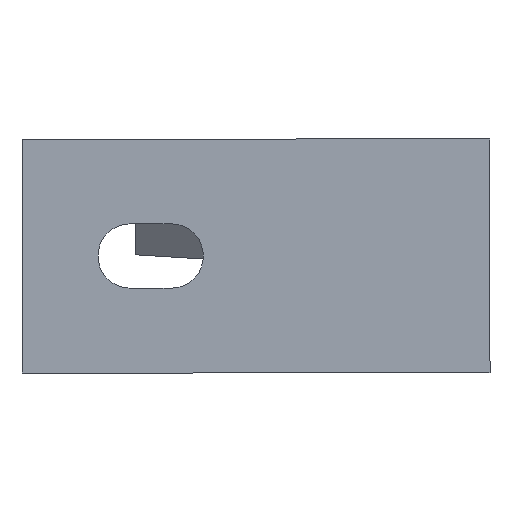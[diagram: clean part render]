
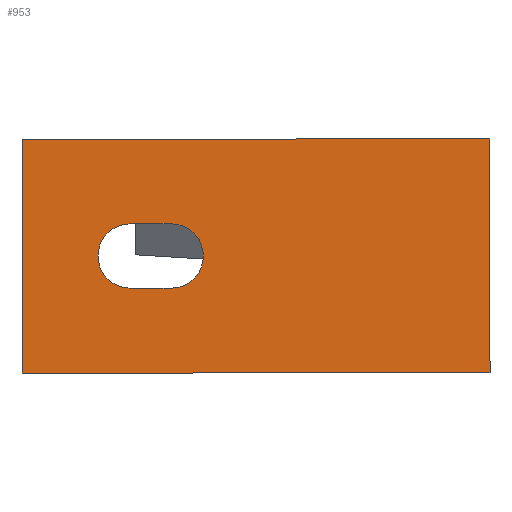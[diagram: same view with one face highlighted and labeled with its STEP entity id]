
A CAD part, left-side view. The second image highlights one B-rep face of the part: STEP entity #953.
In plain terms, the highlighted face is planar.
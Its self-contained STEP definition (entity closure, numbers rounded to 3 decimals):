
#9 = VERTEX_POINT ( 'NONE', #924 ) ;
#27 = VERTEX_POINT ( 'NONE', #1788 ) ;
#47 = CARTESIAN_POINT ( 'NONE',  ( -20., 80., -6. ) ) ;
#51 = LINE ( 'NONE', #1993, #2042 ) ;
#53 = EDGE_LOOP ( 'NONE', ( #477, #857, #484, #1892 ) ) ;
#205 = CIRCLE ( 'NONE', #1548, 5.5 ) ;
#234 = CARTESIAN_POINT ( 'NONE',  ( 0., 54.5, -6. ) ) ;
#248 = CARTESIAN_POINT ( 'NONE',  ( -5.5, 54.5, -6. ) ) ;
#302 = LINE ( 'NONE', #1168, #2096 ) ;
#317 = DIRECTION ( 'NONE',  ( 0., -1., 0. ) ) ;
#397 = CARTESIAN_POINT ( 'NONE',  ( -20., 0., -6. ) ) ;
#399 = DIRECTION ( 'NONE',  ( 0., 1., 0. ) ) ;
#413 = LINE ( 'NONE', #1473, #2046 ) ;
#435 = DIRECTION ( 'NONE',  ( 0., 0., 1. ) ) ;
#453 = VERTEX_POINT ( 'NONE', #915 ) ;
#477 = ORIENTED_EDGE ( 'NONE', *, *, #1713, .T. ) ;
#482 = ORIENTED_EDGE ( 'NONE', *, *, #1185, .F. ) ;
#484 = ORIENTED_EDGE ( 'NONE', *, *, #1384, .T. ) ;
#541 = VERTEX_POINT ( 'NONE', #397 ) ;
#543 = DIRECTION ( 'NONE',  ( 1., 0., 0. ) ) ;
#544 = DIRECTION ( 'NONE',  ( -1., 0., 0. ) ) ;
#549 = DIRECTION ( 'NONE',  ( 0., 1., 0. ) ) ;
#556 = CARTESIAN_POINT ( 'NONE',  ( -20., 80., -6. ) ) ;
#610 = FACE_OUTER_BOUND ( 'NONE', #1038, .T. ) ;
#696 = CARTESIAN_POINT ( 'NONE',  ( 20., 0., -6. ) ) ;
#709 = AXIS2_PLACEMENT_3D ( 'NONE', #968, #1682, #797 ) ;
#736 = EDGE_CURVE ( 'NONE', #1018, #1668, #865, .T. ) ;
#751 = AXIS2_PLACEMENT_3D ( 'NONE', #47, #961, #1144 ) ;
#776 = FACE_BOUND ( 'NONE', #53, .T. ) ;
#797 = DIRECTION ( 'NONE',  ( 1., 0., 0. ) ) ;
#833 = VECTOR ( 'NONE', #544, 1000. ) ;
#857 = ORIENTED_EDGE ( 'NONE', *, *, #736, .T. ) ;
#865 = LINE ( 'NONE', #2130, #1234 ) ;
#899 = EDGE_CURVE ( 'NONE', #1104, #27, #413, .T. ) ;
#915 = CARTESIAN_POINT ( 'NONE',  ( -20., 80., -6. ) ) ;
#924 = CARTESIAN_POINT ( 'NONE',  ( -5.5, 61.5, -6. ) ) ;
#942 = EDGE_CURVE ( 'NONE', #453, #541, #1263, .T. ) ;
#953 = ADVANCED_FACE ( 'NONE', ( #776, #610 ), #1821, .T. ) ;
#961 = DIRECTION ( 'NONE',  ( 0., 0., -1. ) ) ;
#968 = CARTESIAN_POINT ( 'NONE',  ( 0., 61.5, -6. ) ) ;
#1018 = VERTEX_POINT ( 'NONE', #1056 ) ;
#1038 = EDGE_LOOP ( 'NONE', ( #1480, #482, #2170, #2075 ) ) ;
#1056 = CARTESIAN_POINT ( 'NONE',  ( 5.5, 54.5, -6. ) ) ;
#1076 = LINE ( 'NONE', #556, #833 ) ;
#1104 = VERTEX_POINT ( 'NONE', #696 ) ;
#1138 = DIRECTION ( 'NONE',  ( 1., 0., 0. ) ) ;
#1144 = DIRECTION ( 'NONE',  ( -1., 0., 0. ) ) ;
#1168 = CARTESIAN_POINT ( 'NONE',  ( -5.5, 54.5, -6. ) ) ;
#1185 = EDGE_CURVE ( 'NONE', #27, #453, #1076, .T. ) ;
#1234 = VECTOR ( 'NONE', #549, 1000. ) ;
#1263 = LINE ( 'NONE', #2205, #1837 ) ;
#1384 = EDGE_CURVE ( 'NONE', #1668, #9, #1418, .T. ) ;
#1418 = CIRCLE ( 'NONE', #709, 5.5 ) ;
#1473 = CARTESIAN_POINT ( 'NONE',  ( 20., 0., -6. ) ) ;
#1480 = ORIENTED_EDGE ( 'NONE', *, *, #942, .F. ) ;
#1548 = AXIS2_PLACEMENT_3D ( 'NONE', #234, #435, #1138 ) ;
#1622 = EDGE_CURVE ( 'NONE', #541, #1104, #51, .T. ) ;
#1668 = VERTEX_POINT ( 'NONE', #1705 ) ;
#1682 = DIRECTION ( 'NONE',  ( 0., 0., 1. ) ) ;
#1705 = CARTESIAN_POINT ( 'NONE',  ( 5.5, 61.5, -6. ) ) ;
#1713 = EDGE_CURVE ( 'NONE', #1724, #1018, #205, .T. ) ;
#1724 = VERTEX_POINT ( 'NONE', #248 ) ;
#1788 = CARTESIAN_POINT ( 'NONE',  ( 20., 80., -6. ) ) ;
#1806 = DIRECTION ( 'NONE',  ( 0., -1., 0. ) ) ;
#1821 = PLANE ( 'NONE',  #751 ) ;
#1837 = VECTOR ( 'NONE', #1806, 1000. ) ;
#1892 = ORIENTED_EDGE ( 'NONE', *, *, #2231, .T. ) ;
#1993 = CARTESIAN_POINT ( 'NONE',  ( -20., 0., -6. ) ) ;
#2042 = VECTOR ( 'NONE', #543, 1000. ) ;
#2046 = VECTOR ( 'NONE', #399, 1000. ) ;
#2075 = ORIENTED_EDGE ( 'NONE', *, *, #1622, .F. ) ;
#2096 = VECTOR ( 'NONE', #317, 1000. ) ;
#2130 = CARTESIAN_POINT ( 'NONE',  ( 5.5, 54.5, -6. ) ) ;
#2170 = ORIENTED_EDGE ( 'NONE', *, *, #899, .F. ) ;
#2205 = CARTESIAN_POINT ( 'NONE',  ( -20., 0., -6. ) ) ;
#2231 = EDGE_CURVE ( 'NONE', #9, #1724, #302, .T. ) ;
